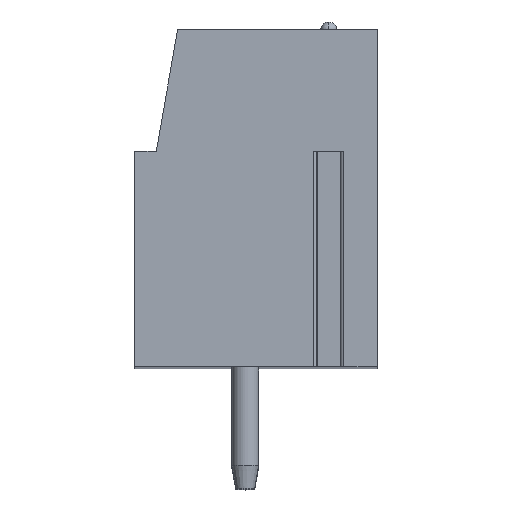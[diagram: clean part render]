
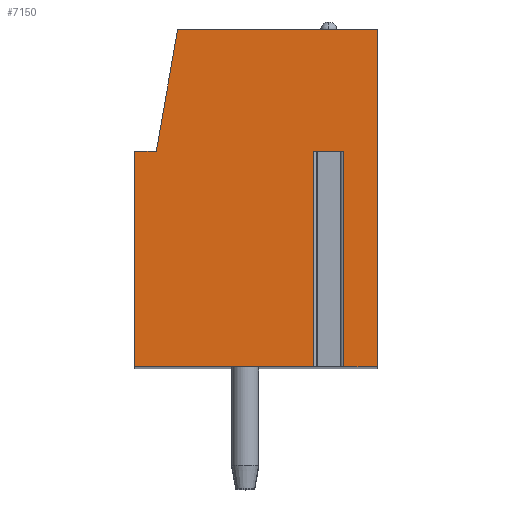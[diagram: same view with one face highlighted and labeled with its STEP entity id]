
A CAD part, top view. The second image highlights one B-rep face of the part: STEP entity #7150.
In plain terms, the highlighted planar face has unit normal (0, 0, 1).
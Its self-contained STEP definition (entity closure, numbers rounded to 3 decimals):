
#13=DIRECTION('',(-1.,0.,0.));
#14=VECTOR('',#13,1.112);
#15=CARTESIAN_POINT('',(3.256,1.75,38.1));
#16=LINE('',#15,#14);
#17=DIRECTION('',(0.,-1.,0.));
#18=VECTOR('',#17,8.);
#19=CARTESIAN_POINT('',(2.144,1.75,38.1));
#20=LINE('',#19,#18);
#21=DIRECTION('',(1.,0.,0.));
#22=VECTOR('',#21,6.644);
#23=CARTESIAN_POINT('',(-4.5,-6.25,38.1));
#24=LINE('',#23,#22);
#25=DIRECTION('',(0.,-1.,0.));
#26=VECTOR('',#25,8.);
#27=CARTESIAN_POINT('',(-4.5,1.75,38.1));
#28=LINE('',#27,#26);
#29=DIRECTION('',(-1.,0.,0.));
#30=VECTOR('',#29,0.8);
#31=CARTESIAN_POINT('',(-3.7,1.75,38.1));
#32=LINE('',#31,#30);
#33=DIRECTION('',(-0.174,-0.985,0.));
#34=VECTOR('',#33,4.569);
#35=CARTESIAN_POINT('',(-2.907,6.25,38.1));
#36=LINE('',#35,#34);
#37=DIRECTION('',(-1.,0.,0.));
#38=VECTOR('',#37,7.407);
#39=CARTESIAN_POINT('',(4.5,6.25,38.1));
#40=LINE('',#39,#38);
#41=DIRECTION('',(0.,1.,0.));
#42=VECTOR('',#41,12.5);
#43=CARTESIAN_POINT('',(4.5,-6.25,38.1));
#44=LINE('',#43,#42);
#45=DIRECTION('',(1.,0.,0.));
#46=VECTOR('',#45,1.244);
#47=CARTESIAN_POINT('',(3.256,-6.25,38.1));
#48=LINE('',#47,#46);
#49=DIRECTION('',(0.,-1.,0.));
#50=VECTOR('',#49,8.);
#51=CARTESIAN_POINT('',(3.256,1.75,38.1));
#52=LINE('',#51,#50);
#5621=CARTESIAN_POINT('',(-3.7,1.75,38.1));
#5622=CARTESIAN_POINT('',(-4.5,1.75,38.1));
#5623=VERTEX_POINT('',#5621);
#5624=VERTEX_POINT('',#5622);
#5625=CARTESIAN_POINT('',(-4.5,-6.25,38.1));
#5626=VERTEX_POINT('',#5625);
#5627=CARTESIAN_POINT('',(4.5,-6.25,38.1));
#5628=CARTESIAN_POINT('',(4.5,6.25,38.1));
#5629=VERTEX_POINT('',#5627);
#5630=VERTEX_POINT('',#5628);
#5631=CARTESIAN_POINT('',(-2.907,6.25,38.1));
#5632=VERTEX_POINT('',#5631);
#5681=CARTESIAN_POINT('',(3.256,1.75,38.1));
#5682=CARTESIAN_POINT('',(2.144,1.75,38.1));
#5683=VERTEX_POINT('',#5681);
#5684=VERTEX_POINT('',#5682);
#5685=CARTESIAN_POINT('',(2.144,-6.25,38.1));
#5686=VERTEX_POINT('',#5685);
#5687=CARTESIAN_POINT('',(3.256,-6.25,38.1));
#5688=VERTEX_POINT('',#5687);
#7123=CARTESIAN_POINT('',(0.,0.,38.1));
#7124=DIRECTION('',(0.,0.,1.));
#7125=DIRECTION('',(1.,0.,0.));
#7126=AXIS2_PLACEMENT_3D('',#7123,#7124,#7125);
#7127=PLANE('',#7126);
#7129=ORIENTED_EDGE('',*,*,#7128,.T.);
#7131=ORIENTED_EDGE('',*,*,#7130,.T.);
#7133=ORIENTED_EDGE('',*,*,#7132,.F.);
#7135=ORIENTED_EDGE('',*,*,#7134,.F.);
#7137=ORIENTED_EDGE('',*,*,#7136,.F.);
#7139=ORIENTED_EDGE('',*,*,#7138,.F.);
#7141=ORIENTED_EDGE('',*,*,#7140,.F.);
#7143=ORIENTED_EDGE('',*,*,#7142,.F.);
#7145=ORIENTED_EDGE('',*,*,#7144,.F.);
#7147=ORIENTED_EDGE('',*,*,#7146,.F.);
#7148=EDGE_LOOP('',(#7129,#7131,#7133,#7135,#7137,#7139,#7141,#7143,#7145,
#7147));
#7149=FACE_OUTER_BOUND('',#7148,.F.);
#7128=EDGE_CURVE('',#5683,#5684,#16,.T.);
#7130=EDGE_CURVE('',#5684,#5686,#20,.T.);
#7132=EDGE_CURVE('',#5626,#5686,#24,.T.);
#7134=EDGE_CURVE('',#5624,#5626,#28,.T.);
#7136=EDGE_CURVE('',#5623,#5624,#32,.T.);
#7138=EDGE_CURVE('',#5632,#5623,#36,.T.);
#7140=EDGE_CURVE('',#5630,#5632,#40,.T.);
#7142=EDGE_CURVE('',#5629,#5630,#44,.T.);
#7144=EDGE_CURVE('',#5688,#5629,#48,.T.);
#7146=EDGE_CURVE('',#5683,#5688,#52,.T.);
#7150=ADVANCED_FACE('',(#7149),#7127,.T.);
